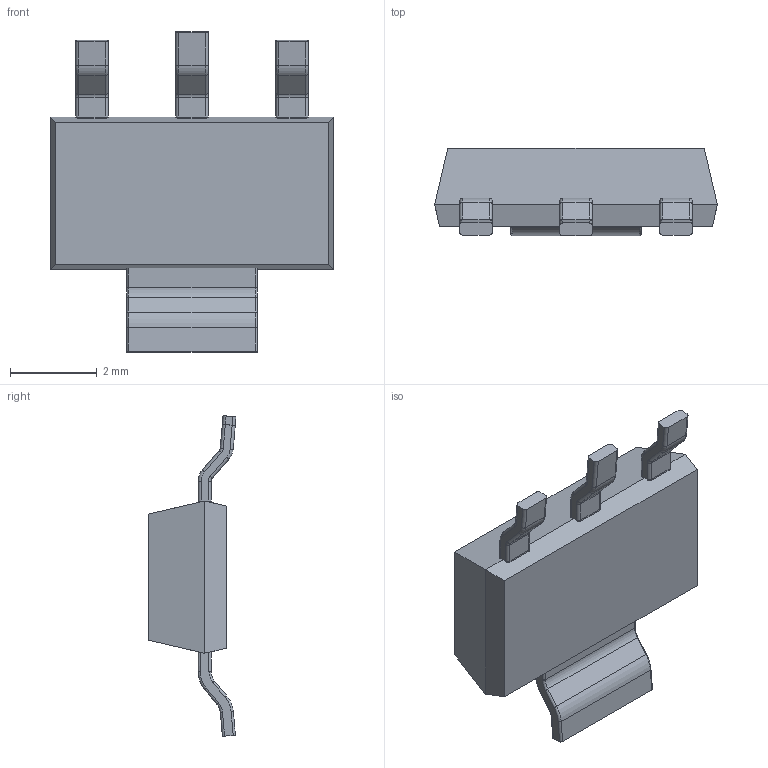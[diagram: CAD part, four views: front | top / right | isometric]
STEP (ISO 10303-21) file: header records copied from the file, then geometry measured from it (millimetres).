
FILE_DESCRIPTION(/* description */ ('','CAx-IF Rec.Pracs.---Representation and Presentation of Product Manufacturing Information (PMI)---4.0---2014-10-13'),/* implementation_level */ '2;1');
FILE_NAME(/* name */ 'AMS1117 Sot 223.step',/* time_stamp */ '2024-12-13T12:08:53+05:30',/* author */ (''),/* organization */ (''),/* preprocessor_version */ 'ST-DEVELOPER v20',/* originating_system */ 'Autodesk Translation Framework v13.20.0.188',/* authorisation */ '');
FILE_SCHEMA (('AP242_MANAGED_MODEL_BASED_3D_ENGINEERING_MIM_LF { 1 0 10303 442 1 1 4 }'));
Length unit declared in the file: millimetre
Products named in the file (1): (Unsaved)
Bounding box: 6.5 x 2.02 x 7.37 mm (x, y, z)
Volume: 39.8 mm3; surface area: 98.3 mm2
Topology: 1 solids, 1 shells, 413 faces, 1108 edges, 712 vertices
Faces by surface type: bspline 171, plane 134, cylinder 76, torus 32
Entity records: 14628 total; most frequent: CARTESIAN_POINT 5141, ORIENTED_EDGE 2216, DIRECTION 1424, EDGE_CURVE 1108, VERTEX_POINT 712, LINE 594, VECTOR 594, EDGE_LOOP 428
